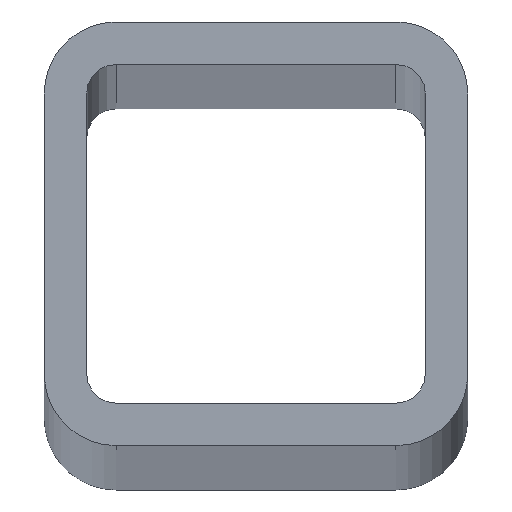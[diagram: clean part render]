
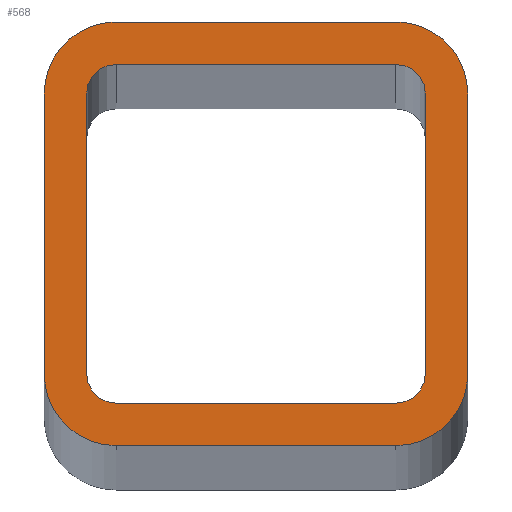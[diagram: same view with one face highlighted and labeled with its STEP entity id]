
A CAD part, top view. The second image highlights one B-rep face of the part: STEP entity #568.
In plain terms, the highlighted planar face has unit normal (0, 0, 1).
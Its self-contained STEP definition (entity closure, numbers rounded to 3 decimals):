
#3 = ORIENTED_EDGE ( 'NONE', *, *, #409, .F. ) ;
#7 = CARTESIAN_POINT ( 'NONE',  ( 20., 16.5, 3000. ) ) ;
#12 = VECTOR ( 'NONE', #139, 1000. ) ;
#13 = ORIENTED_EDGE ( 'NONE', *, *, #334, .T. ) ;
#16 = AXIS2_PLACEMENT_3D ( 'NONE', #271, #26, #220 ) ;
#18 = FACE_OUTER_BOUND ( 'NONE', #421, .T. ) ;
#19 = VERTEX_POINT ( 'NONE', #167 ) ;
#20 = DIRECTION ( 'NONE',  ( 0., 0., 1. ) ) ;
#25 = EDGE_CURVE ( 'NONE', #255, #290, #504, .T. ) ;
#26 = DIRECTION ( 'NONE',  ( 0., 0., 1. ) ) ;
#29 = DIRECTION ( 'NONE',  ( 1., 0., 0. ) ) ;
#44 = ORIENTED_EDGE ( 'NONE', *, *, #315, .T. ) ;
#46 = CARTESIAN_POINT ( 'NONE',  ( -20., -16.5, 3000. ) ) ;
#53 = EDGE_CURVE ( 'NONE', #145, #588, #143, .T. ) ;
#56 = VECTOR ( 'NONE', #574, 1000. ) ;
#58 = DIRECTION ( 'NONE',  ( 1., 0., 0. ) ) ;
#68 = DIRECTION ( 'NONE',  ( 1., 0., 0. ) ) ;
#70 = CARTESIAN_POINT ( 'NONE',  ( 20., 16.5, 3000. ) ) ;
#80 = VERTEX_POINT ( 'NONE', #602 ) ;
#96 = AXIS2_PLACEMENT_3D ( 'NONE', #406, #349, #597 ) ;
#99 = CARTESIAN_POINT ( 'NONE',  ( -25., -16.5, 3000. ) ) ;
#102 = EDGE_CURVE ( 'NONE', #80, #177, #566, .T. ) ;
#106 = DIRECTION ( 'NONE',  ( 0., -1., 0. ) ) ;
#113 = CARTESIAN_POINT ( 'NONE',  ( -20., 16.5, 3000. ) ) ;
#128 = AXIS2_PLACEMENT_3D ( 'NONE', #412, #131, #274 ) ;
#131 = DIRECTION ( 'NONE',  ( 0., 0., 1. ) ) ;
#132 = VECTOR ( 'NONE', #68, 1000. ) ;
#134 = CIRCLE ( 'NONE', #219, 3.5 ) ;
#135 = EDGE_CURVE ( 'NONE', #191, #189, #575, .T. ) ;
#136 = ORIENTED_EDGE ( 'NONE', *, *, #399, .F. ) ;
#139 = DIRECTION ( 'NONE',  ( 1., 0., 0. ) ) ;
#143 = CIRCLE ( 'NONE', #16, 8.5 ) ;
#144 = CARTESIAN_POINT ( 'NONE',  ( -20., 16.5, 3000. ) ) ;
#145 = VERTEX_POINT ( 'NONE', #316 ) ;
#146 = LINE ( 'NONE', #572, #12 ) ;
#152 = VECTOR ( 'NONE', #570, 1000. ) ;
#155 = CARTESIAN_POINT ( 'NONE',  ( 20., -16.5, 3000. ) ) ;
#160 = VERTEX_POINT ( 'NONE', #46 ) ;
#167 = CARTESIAN_POINT ( 'NONE',  ( 25., -16.5, 3000. ) ) ;
#169 = CARTESIAN_POINT ( 'NONE',  ( 16.5, 20., 3000. ) ) ;
#176 = DIRECTION ( 'NONE',  ( 0., 0., 1. ) ) ;
#177 = VERTEX_POINT ( 'NONE', #155 ) ;
#185 = ORIENTED_EDGE ( 'NONE', *, *, #524, .T. ) ;
#189 = VERTEX_POINT ( 'NONE', #144 ) ;
#191 = VERTEX_POINT ( 'NONE', #335 ) ;
#196 = LINE ( 'NONE', #385, #230 ) ;
#198 = VERTEX_POINT ( 'NONE', #527 ) ;
#216 = AXIS2_PLACEMENT_3D ( 'NONE', #506, #176, #368 ) ;
#219 = AXIS2_PLACEMENT_3D ( 'NONE', #373, #469, #370 ) ;
#220 = DIRECTION ( 'NONE',  ( 1., 0., 0. ) ) ;
#230 = VECTOR ( 'NONE', #337, 1000. ) ;
#231 = EDGE_CURVE ( 'NONE', #290, #19, #567, .T. ) ;
#247 = EDGE_CURVE ( 'NONE', #532, #280, #487, .T. ) ;
#249 = CARTESIAN_POINT ( 'NONE',  ( -16.5, 16.5, 3000. ) ) ;
#251 = AXIS2_PLACEMENT_3D ( 'NONE', #249, #20, #58 ) ;
#254 = DIRECTION ( 'NONE',  ( 0., 0., 1. ) ) ;
#255 = VERTEX_POINT ( 'NONE', #448 ) ;
#265 = DIRECTION ( 'NONE',  ( 0., 1., 0. ) ) ;
#266 = EDGE_CURVE ( 'NONE', #189, #160, #547, .T. ) ;
#267 = CARTESIAN_POINT ( 'NONE',  ( -16.5, 16.5, 3000. ) ) ;
#271 = CARTESIAN_POINT ( 'NONE',  ( -16.5, 16.5, 3000. ) ) ;
#273 = ORIENTED_EDGE ( 'NONE', *, *, #135, .F. ) ;
#274 = DIRECTION ( 'NONE',  ( -1., 0., 0. ) ) ;
#280 = VERTEX_POINT ( 'NONE', #169 ) ;
#290 = VERTEX_POINT ( 'NONE', #302 ) ;
#291 = CARTESIAN_POINT ( 'NONE',  ( 25., 16.5, 3000. ) ) ;
#300 = CARTESIAN_POINT ( 'NONE',  ( -25., 16.5, 3000. ) ) ;
#301 = EDGE_CURVE ( 'NONE', #160, #553, #134, .T. ) ;
#302 = CARTESIAN_POINT ( 'NONE',  ( 16.5, -25., 3000. ) ) ;
#304 = ORIENTED_EDGE ( 'NONE', *, *, #266, .F. ) ;
#305 = CARTESIAN_POINT ( 'NONE',  ( 16.5, -16.5, 3000. ) ) ;
#309 = ORIENTED_EDGE ( 'NONE', *, *, #53, .T. ) ;
#310 = CARTESIAN_POINT ( 'NONE',  ( -16.5, -25., 3000. ) ) ;
#315 = EDGE_CURVE ( 'NONE', #588, #544, #418, .T. ) ;
#316 = CARTESIAN_POINT ( 'NONE',  ( -16.5, 25., 3000. ) ) ;
#317 = LINE ( 'NONE', #70, #320 ) ;
#320 = VECTOR ( 'NONE', #265, 1000. ) ;
#334 = EDGE_CURVE ( 'NONE', #544, #255, #512, .T. ) ;
#335 = CARTESIAN_POINT ( 'NONE',  ( -16.5, 20., 3000. ) ) ;
#336 = ORIENTED_EDGE ( 'NONE', *, *, #301, .F. ) ;
#337 = DIRECTION ( 'NONE',  ( 0., 1., 0. ) ) ;
#349 = DIRECTION ( 'NONE',  ( 0., 0., 1. ) ) ;
#359 = DIRECTION ( 'NONE',  ( 1., 0., 0. ) ) ;
#368 = DIRECTION ( 'NONE',  ( 1., 0., 0. ) ) ;
#370 = DIRECTION ( 'NONE',  ( -1., 0., 0. ) ) ;
#373 = CARTESIAN_POINT ( 'NONE',  ( -16.5, -16.5, 3000. ) ) ;
#376 = LINE ( 'NONE', #428, #152 ) ;
#377 = EDGE_CURVE ( 'NONE', #177, #532, #317, .T. ) ;
#379 = LINE ( 'NONE', #438, #56 ) ;
#385 = CARTESIAN_POINT ( 'NONE',  ( 25., 16.5, 3000. ) ) ;
#396 = FACE_BOUND ( 'NONE', #488, .T. ) ;
#399 = EDGE_CURVE ( 'NONE', #280, #191, #379, .T. ) ;
#406 = CARTESIAN_POINT ( 'NONE',  ( 16.5, 16.5, 3000. ) ) ;
#407 = DIRECTION ( 'NONE',  ( 0., 0., 1. ) ) ;
#409 = EDGE_CURVE ( 'NONE', #553, #80, #146, .T. ) ;
#412 = CARTESIAN_POINT ( 'NONE',  ( -16.5, -16.5, 3000. ) ) ;
#417 = EDGE_CURVE ( 'NONE', #198, #145, #376, .T. ) ;
#418 = LINE ( 'NONE', #565, #496 ) ;
#421 = EDGE_LOOP ( 'NONE', ( #309, #44, #13, #525, #518, #185, #440, #485 ) ) ;
#423 = DIRECTION ( 'NONE',  ( 0., -1., 0. ) ) ;
#428 = CARTESIAN_POINT ( 'NONE',  ( -16.5, 25., 3000. ) ) ;
#431 = ORIENTED_EDGE ( 'NONE', *, *, #377, .F. ) ;
#438 = CARTESIAN_POINT ( 'NONE',  ( -16.5, 20., 3000. ) ) ;
#440 = ORIENTED_EDGE ( 'NONE', *, *, #551, .T. ) ;
#442 = AXIS2_PLACEMENT_3D ( 'NONE', #590, #407, #359 ) ;
#448 = CARTESIAN_POINT ( 'NONE',  ( -16.5, -25., 3000. ) ) ;
#452 = ORIENTED_EDGE ( 'NONE', *, *, #102, .F. ) ;
#460 = DIRECTION ( 'NONE',  ( 0., 0., 1. ) ) ;
#467 = AXIS2_PLACEMENT_3D ( 'NONE', #305, #254, #585 ) ;
#469 = DIRECTION ( 'NONE',  ( 0., 0., 1. ) ) ;
#485 = ORIENTED_EDGE ( 'NONE', *, *, #417, .T. ) ;
#487 = CIRCLE ( 'NONE', #442, 3.5 ) ;
#488 = EDGE_LOOP ( 'NONE', ( #304, #273, #136, #497, #431, #452, #3, #336 ) ) ;
#489 = PLANE ( 'NONE',  #251 ) ;
#496 = VECTOR ( 'NONE', #423, 1000. ) ;
#497 = ORIENTED_EDGE ( 'NONE', *, *, #247, .F. ) ;
#503 = CIRCLE ( 'NONE', #96, 8.5 ) ;
#504 = LINE ( 'NONE', #310, #132 ) ;
#505 = AXIS2_PLACEMENT_3D ( 'NONE', #267, #460, #29 ) ;
#506 = CARTESIAN_POINT ( 'NONE',  ( 16.5, -16.5, 3000. ) ) ;
#512 = CIRCLE ( 'NONE', #128, 8.5 ) ;
#516 = VERTEX_POINT ( 'NONE', #291 ) ;
#517 = VECTOR ( 'NONE', #106, 1000. ) ;
#518 = ORIENTED_EDGE ( 'NONE', *, *, #231, .T. ) ;
#524 = EDGE_CURVE ( 'NONE', #19, #516, #196, .T. ) ;
#525 = ORIENTED_EDGE ( 'NONE', *, *, #25, .T. ) ;
#527 = CARTESIAN_POINT ( 'NONE',  ( 16.5, 25., 3000. ) ) ;
#532 = VERTEX_POINT ( 'NONE', #7 ) ;
#544 = VERTEX_POINT ( 'NONE', #99 ) ;
#547 = LINE ( 'NONE', #113, #517 ) ;
#551 = EDGE_CURVE ( 'NONE', #516, #198, #503, .T. ) ;
#553 = VERTEX_POINT ( 'NONE', #589 ) ;
#565 = CARTESIAN_POINT ( 'NONE',  ( -25., 16.5, 3000. ) ) ;
#566 = CIRCLE ( 'NONE', #216, 3.5 ) ;
#567 = CIRCLE ( 'NONE', #467, 8.5 ) ;
#568 = ADVANCED_FACE ( 'NONE', ( #18, #396 ), #489, .T. ) ;
#570 = DIRECTION ( 'NONE',  ( -1., 0., 0. ) ) ;
#572 = CARTESIAN_POINT ( 'NONE',  ( -16.5, -20., 3000. ) ) ;
#574 = DIRECTION ( 'NONE',  ( -1., 0., 0. ) ) ;
#575 = CIRCLE ( 'NONE', #505, 3.5 ) ;
#585 = DIRECTION ( 'NONE',  ( 1., 0., 0. ) ) ;
#588 = VERTEX_POINT ( 'NONE', #300 ) ;
#589 = CARTESIAN_POINT ( 'NONE',  ( -16.5, -20., 3000. ) ) ;
#590 = CARTESIAN_POINT ( 'NONE',  ( 16.5, 16.5, 3000. ) ) ;
#597 = DIRECTION ( 'NONE',  ( 1., 0., 0. ) ) ;
#602 = CARTESIAN_POINT ( 'NONE',  ( 16.5, -20., 3000. ) ) ;
